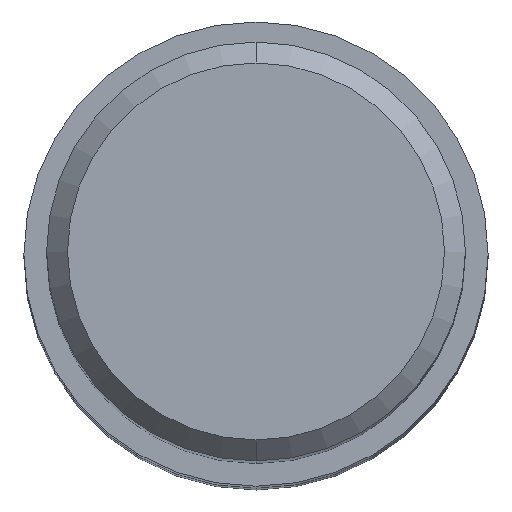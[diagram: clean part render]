
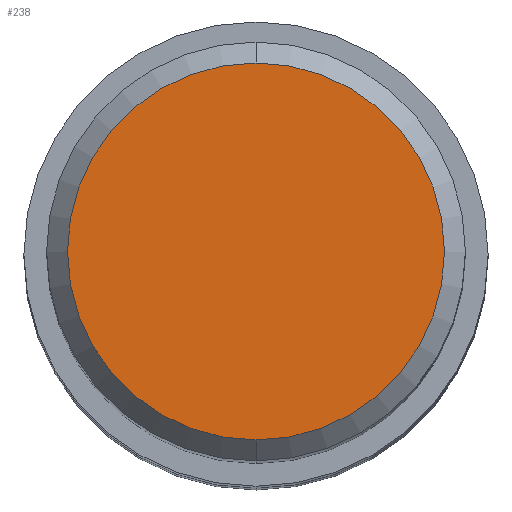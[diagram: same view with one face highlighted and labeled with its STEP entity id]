
A CAD part, top view. The second image highlights one B-rep face of the part: STEP entity #238.
In plain terms, the highlighted planar face has unit normal (0, 0, 1).
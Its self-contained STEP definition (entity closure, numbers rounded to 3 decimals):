
#204=EDGE_CURVE('',#320,#432,#502,.T.);
#238=ADVANCED_FACE('',(#541),#542,.T.);
#320=VERTEX_POINT('',#630);
#342=EDGE_CURVE('',#432,#320,#654,.T.);
#432=VERTEX_POINT('',#752);
#502=CIRCLE('',#845,5.4);
#541=FACE_OUTER_BOUND('',#943,.T.);
#542=PLANE('',#944);
#630=CARTESIAN_POINT('',(0.0,5.4,0.0));
#654=CIRCLE('',#1224,5.4);
#752=CARTESIAN_POINT('',(0.,-5.4,0.0));
#845=AXIS2_PLACEMENT_3D('',#1496,#1497,#1498);
#943=EDGE_LOOP('',(#1547,#1548));
#944=AXIS2_PLACEMENT_3D('',#1549,#1550,#1551);
#1224=AXIS2_PLACEMENT_3D('',#1662,#1663,#1664);
#1496=CARTESIAN_POINT('',(0.0,0.0,0.0));
#1497=DIRECTION('',(0.0,0.0,-1.0));
#1498=DIRECTION('',(0.0,1.0,0.0));
#1547=ORIENTED_EDGE('',*,*,#204,.F.);
#1548=ORIENTED_EDGE('',*,*,#342,.F.);
#1549=CARTESIAN_POINT('',(0.0,2.7,0.0));
#1550=DIRECTION('',(-0.0,0.0,1.0));
#1551=DIRECTION('',(0.0,-1.0,0.0));
#1662=CARTESIAN_POINT('',(0.0,0.0,0.0));
#1663=DIRECTION('',(0.0,0.0,-1.0));
#1664=DIRECTION('',(0.0,1.0,0.0));
